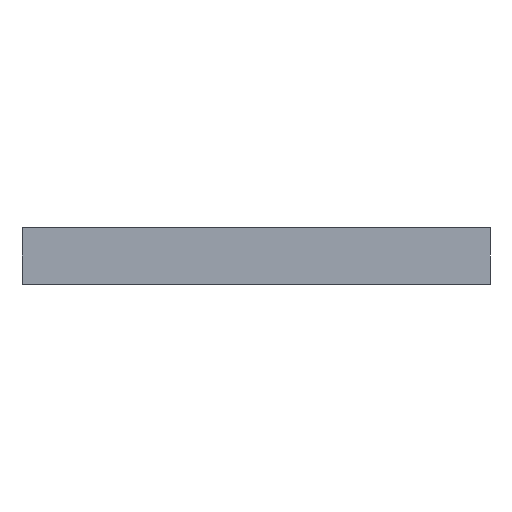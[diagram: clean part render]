
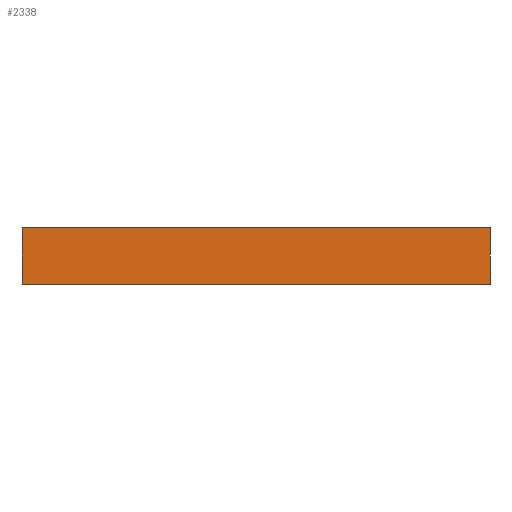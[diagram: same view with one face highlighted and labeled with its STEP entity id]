
A CAD part, left-side view. The second image highlights one B-rep face of the part: STEP entity #2338.
In plain terms, the highlighted planar face has unit normal (-1, 0, 0).
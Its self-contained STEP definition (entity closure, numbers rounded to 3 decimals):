
#8 = ORIENTED_EDGE ( 'NONE', *, *, #1896, .F. ) ;
#47 = VERTEX_POINT ( 'NONE', #872 ) ;
#61 = EDGE_CURVE ( 'NONE', #47, #514, #609, .T. ) ;
#130 = CARTESIAN_POINT ( 'NONE',  ( -86., -25., 3. ) ) ;
#154 = ORIENTED_EDGE ( 'NONE', *, *, #696, .T. ) ;
#183 = CARTESIAN_POINT ( 'NONE',  ( -86., -25., 0. ) ) ;
#252 = FACE_OUTER_BOUND ( 'NONE', #1201, .T. ) ;
#307 = CARTESIAN_POINT ( 'NONE',  ( -86., 0., 0. ) ) ;
#495 = DIRECTION ( 'NONE',  ( 0., 0., -1. ) ) ;
#514 = VERTEX_POINT ( 'NONE', #1648 ) ;
#609 = LINE ( 'NONE', #1121, #2294 ) ;
#622 = CARTESIAN_POINT ( 'NONE',  ( -86., 0., 3. ) ) ;
#696 = EDGE_CURVE ( 'NONE', #1510, #947, #896, .T. ) ;
#872 = CARTESIAN_POINT ( 'NONE',  ( -86., 0., 3. ) ) ;
#896 = LINE ( 'NONE', #1357, #2238 ) ;
#947 = VERTEX_POINT ( 'NONE', #183 ) ;
#1010 = DIRECTION ( 'NONE',  ( 0., -1., 0. ) ) ;
#1121 = CARTESIAN_POINT ( 'NONE',  ( -86., -25., 3. ) ) ;
#1127 = ORIENTED_EDGE ( 'NONE', *, *, #61, .F. ) ;
#1152 = DIRECTION ( 'NONE',  ( 0., 0., -1. ) ) ;
#1201 = EDGE_LOOP ( 'NONE', ( #154, #8, #1127, #1712 ) ) ;
#1346 = EDGE_CURVE ( 'NONE', #47, #1510, #2202, .T. ) ;
#1357 = CARTESIAN_POINT ( 'NONE',  ( -86., -25., 0. ) ) ;
#1414 = DIRECTION ( 'NONE',  ( 1., 0., 0. ) ) ;
#1428 = VECTOR ( 'NONE', #495, 1000. ) ;
#1510 = VERTEX_POINT ( 'NONE', #307 ) ;
#1615 = DIRECTION ( 'NONE',  ( 0., 0., -1. ) ) ;
#1629 = PLANE ( 'NONE',  #1840 ) ;
#1648 = CARTESIAN_POINT ( 'NONE',  ( -86., -25., 3. ) ) ;
#1676 = LINE ( 'NONE', #2332, #1428 ) ;
#1712 = ORIENTED_EDGE ( 'NONE', *, *, #1346, .T. ) ;
#1713 = VECTOR ( 'NONE', #1152, 1000. ) ;
#1840 = AXIS2_PLACEMENT_3D ( 'NONE', #130, #1414, #1615 ) ;
#1896 = EDGE_CURVE ( 'NONE', #514, #947, #1676, .T. ) ;
#2202 = LINE ( 'NONE', #622, #1713 ) ;
#2238 = VECTOR ( 'NONE', #1010, 1000. ) ;
#2294 = VECTOR ( 'NONE', #2378, 1000. ) ;
#2332 = CARTESIAN_POINT ( 'NONE',  ( -86., -25., 3. ) ) ;
#2338 = ADVANCED_FACE ( 'NONE', ( #252 ), #1629, .F. ) ;
#2378 = DIRECTION ( 'NONE',  ( 0., -1., 0. ) ) ;
